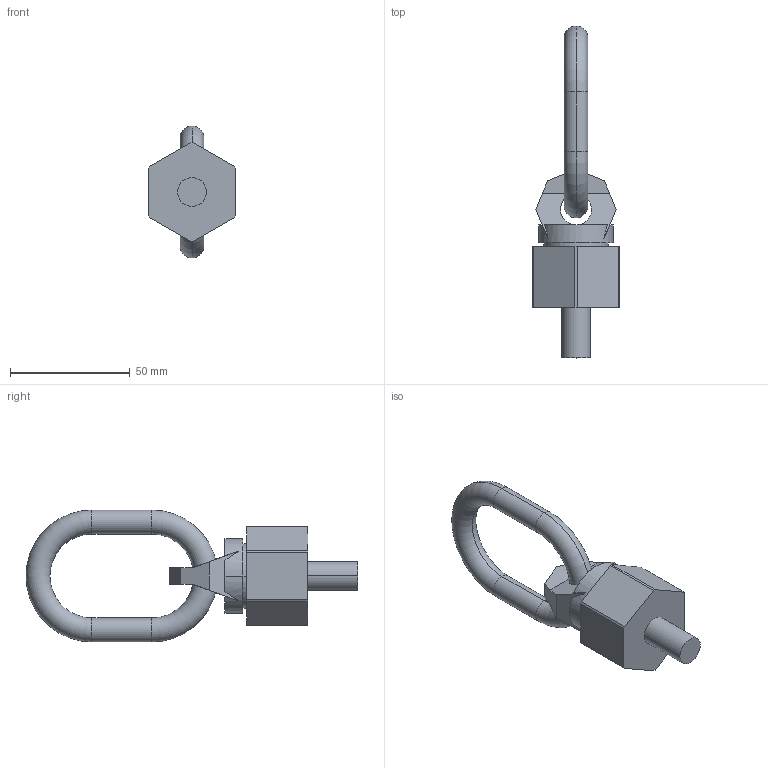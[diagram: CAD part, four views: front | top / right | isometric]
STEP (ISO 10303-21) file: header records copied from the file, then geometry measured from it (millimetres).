
FILE_DESCRIPTION((''),'2;1');
FILE_NAME('001-M31707-P1','2014-12-23T',('Antonia.Strepp'),(''),'PRO/ENGINEER BY PARAMETRIC TECHNOLOGY CORPORATION, 2010140','PRO/ENGINEER BY PARAMETRIC TECHNOLOGY CORPORATION, 2010140','');
FILE_SCHEMA(('CONFIG_CONTROL_DESIGN'));
Length unit declared in the file: millimetre
Products named in the file (1): 001-M31707-P1
Bounding box: 36 x 138.5 x 55 mm (x, y, z)
Volume: 57118.8 mm3; surface area: 14965.6 mm2
Topology: 1 solids, 1 shells, 52 faces, 143 edges, 92 vertices
Faces by surface type: plane 36, cylinder 12, torus 4
Entity records: 1783 total; most frequent: CARTESIAN_POINT 444, ORIENTED_EDGE 286, DIRECTION 248, EDGE_CURVE 143, VERTEX_POINT 92, VECTOR 86, LINE 86, AXIS2_PLACEMENT_3D 81
